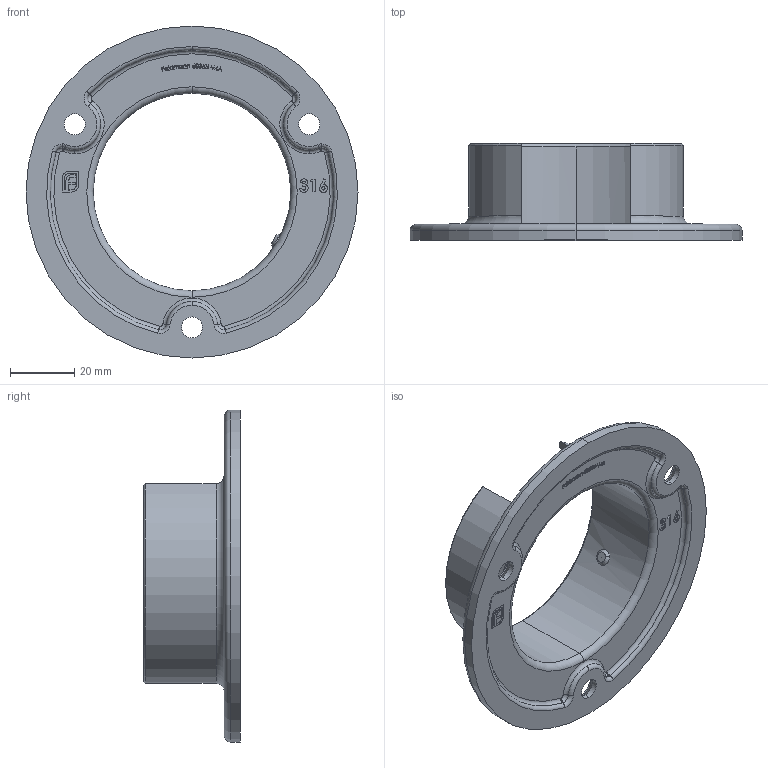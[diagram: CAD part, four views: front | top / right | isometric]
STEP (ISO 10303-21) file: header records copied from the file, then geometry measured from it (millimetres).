
FILE_DESCRIPTION (( 'STEP AP203' ), '1' );
FILE_NAME ('60355-V4A.STEP', '2020-12-04T10:38:34', ( '' ), ( '' ), 'SwSTEP 2.0', 'SolidWorks 2018', '' );
FILE_SCHEMA (( 'CONFIG_CONTROL_DESIGN' ));
Length unit declared in the file: millimetre
Products named in the file (6): DIN913_DIN 913 M5x4; 60355-V4A Teil1; DIN913; 60355-V4A Teil1_60355-V4A Teil1; 60355-V4A
Assembly tree (3 placements, depth 2):
  60355-V4A Teil1
  60355-V4A
    60355-V4A Teil1_60355-V4A Teil1
    DIN913_DIN 913 M5x4
  60355-V4A
    DIN913
Bounding box: 103 x 30 x 103 mm (x, y, z)
Volume: 30687.8 mm3; surface area: 21156.8 mm2
Topology: 2 solids, 2 shells, 401 faces, 1061 edges, 694 vertices
Faces by surface type: plane 188, bspline 137, torus 39, cylinder 22, cone 15
Entity records: 20778 total; most frequent: CARTESIAN_POINT 11092, ORIENTED_EDGE 2116, DIRECTION 1474, EDGE_CURVE 1058, VERTEX_POINT 692, VECTOR 620, LINE 620, EDGE_LOOP 442
